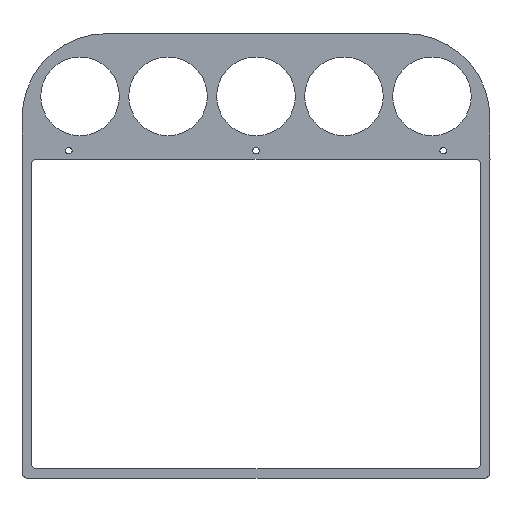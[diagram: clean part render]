
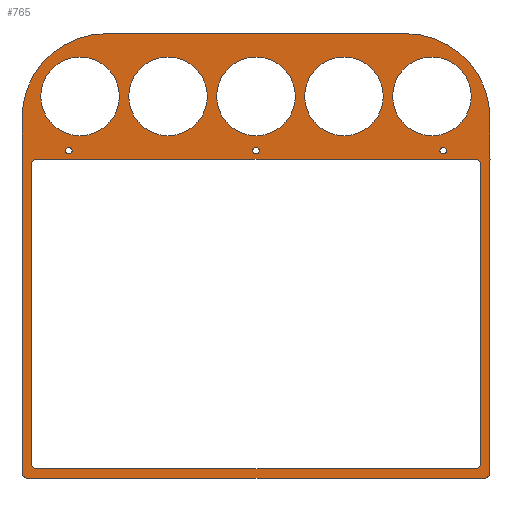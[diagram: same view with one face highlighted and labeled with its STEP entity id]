
A CAD part, top view. The second image highlights one B-rep face of the part: STEP entity #765.
In plain terms, the highlighted planar face has unit normal (0, 0, 1).
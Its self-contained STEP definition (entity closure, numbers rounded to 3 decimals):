
#36=FACE_BOUND('',#146,.T.);
#37=FACE_BOUND('',#147,.T.);
#38=FACE_BOUND('',#148,.T.);
#39=FACE_BOUND('',#149,.T.);
#40=FACE_BOUND('',#150,.T.);
#41=FACE_BOUND('',#151,.T.);
#42=FACE_BOUND('',#152,.T.);
#43=FACE_BOUND('',#153,.T.);
#44=FACE_BOUND('',#154,.T.);
#59=PLANE('',#865);
#98=FACE_OUTER_BOUND('',#145,.T.);
#145=EDGE_LOOP('',(#682,#683,#684,#685,#686,#687,#688,#689,#690,#691));
#146=EDGE_LOOP('',(#692,#693,#694,#695,#696,#697,#698,#699));
#147=EDGE_LOOP('',(#700));
#148=EDGE_LOOP('',(#701));
#149=EDGE_LOOP('',(#702));
#150=EDGE_LOOP('',(#703));
#151=EDGE_LOOP('',(#704));
#152=EDGE_LOOP('',(#705));
#153=EDGE_LOOP('',(#706));
#154=EDGE_LOOP('',(#707));
#159=LINE('',#1109,#213);
#163=LINE('',#1121,#217);
#174=LINE('',#1182,#228);
#178=LINE('',#1191,#232);
#181=LINE('',#1201,#235);
#185=LINE('',#1211,#239);
#188=LINE('',#1220,#242);
#190=LINE('',#1223,#244);
#191=LINE('',#1225,#245);
#198=LINE('',#1260,#252);
#213=VECTOR('',#880,10.);
#217=VECTOR('',#892,10.);
#228=VECTOR('',#947,10.);
#232=VECTOR('',#957,10.);
#235=VECTOR('',#970,10.);
#239=VECTOR('',#980,10.);
#242=VECTOR('',#989,10.);
#244=VECTOR('',#993,10.);
#245=VECTOR('',#996,10.);
#252=VECTOR('',#1041,10.);
#264=CIRCLE('',#782,3.);
#266=CIRCLE('',#786,3.);
#267=CIRCLE('',#789,3.);
#286=CIRCLE('',#811,3.);
#287=CIRCLE('',#814,3.);
#288=CIRCLE('',#816,3.);
#289=CIRCLE('',#819,45.);
#290=CIRCLE('',#822,45.);
#297=CIRCLE('',#839,1.75);
#298=CIRCLE('',#841,1.75);
#299=CIRCLE('',#843,1.75);
#302=CIRCLE('',#850,21.);
#304=CIRCLE('',#854,21.);
#306=CIRCLE('',#858,21.);
#308=CIRCLE('',#862,21.);
#309=CIRCLE('',#864,21.);
#312=VERTEX_POINT('',#1099);
#313=VERTEX_POINT('',#1101);
#315=VERTEX_POINT('',#1107);
#317=VERTEX_POINT('',#1113);
#319=VERTEX_POINT('',#1119);
#320=VERTEX_POINT('',#1123);
#321=VERTEX_POINT('',#1124);
#347=VERTEX_POINT('',#1181);
#348=VERTEX_POINT('',#1185);
#349=VERTEX_POINT('',#1189);
#350=VERTEX_POINT('',#1193);
#351=VERTEX_POINT('',#1197);
#352=VERTEX_POINT('',#1203);
#353=VERTEX_POINT('',#1204);
#354=VERTEX_POINT('',#1209);
#355=VERTEX_POINT('',#1213);
#356=VERTEX_POINT('',#1214);
#357=VERTEX_POINT('',#1219);
#364=VERTEX_POINT('',#1248);
#365=VERTEX_POINT('',#1252);
#366=VERTEX_POINT('',#1256);
#371=VERTEX_POINT('',#1288);
#374=VERTEX_POINT('',#1305);
#377=VERTEX_POINT('',#1322);
#379=VERTEX_POINT('',#1330);
#380=VERTEX_POINT('',#1334);
#383=EDGE_CURVE('',#312,#313,#264,.T.);
#387=EDGE_CURVE('',#312,#315,#159,.T.);
#390=EDGE_CURVE('',#317,#315,#266,.T.);
#393=EDGE_CURVE('',#317,#319,#163,.T.);
#394=EDGE_CURVE('',#320,#321,#267,.T.);
#423=EDGE_CURVE('',#347,#321,#174,.T.);
#426=EDGE_CURVE('',#348,#319,#286,.T.);
#428=EDGE_CURVE('',#348,#349,#178,.T.);
#429=EDGE_CURVE('',#347,#350,#287,.T.);
#432=EDGE_CURVE('',#351,#349,#288,.T.);
#433=EDGE_CURVE('',#351,#313,#181,.T.);
#434=EDGE_CURVE('',#352,#353,#289,.T.);
#438=EDGE_CURVE('',#352,#354,#185,.T.);
#439=EDGE_CURVE('',#355,#356,#290,.T.);
#442=EDGE_CURVE('',#357,#356,#188,.T.);
#444=EDGE_CURVE('',#320,#357,#190,.T.);
#445=EDGE_CURVE('',#354,#350,#191,.T.);
#455=EDGE_CURVE('',#364,#364,#297,.T.);
#457=EDGE_CURVE('',#365,#365,#298,.T.);
#459=EDGE_CURVE('',#366,#366,#299,.T.);
#461=EDGE_CURVE('',#355,#353,#198,.T.);
#470=EDGE_CURVE('',#371,#371,#302,.T.);
#476=EDGE_CURVE('',#374,#374,#304,.T.);
#482=EDGE_CURVE('',#377,#377,#306,.T.);
#486=EDGE_CURVE('',#379,#379,#308,.T.);
#488=EDGE_CURVE('',#380,#380,#309,.T.);
#682=ORIENTED_EDGE('',*,*,#394,.F.);
#683=ORIENTED_EDGE('',*,*,#444,.T.);
#684=ORIENTED_EDGE('',*,*,#442,.T.);
#685=ORIENTED_EDGE('',*,*,#439,.F.);
#686=ORIENTED_EDGE('',*,*,#461,.T.);
#687=ORIENTED_EDGE('',*,*,#434,.F.);
#688=ORIENTED_EDGE('',*,*,#438,.T.);
#689=ORIENTED_EDGE('',*,*,#445,.T.);
#690=ORIENTED_EDGE('',*,*,#429,.F.);
#691=ORIENTED_EDGE('',*,*,#423,.T.);
#692=ORIENTED_EDGE('',*,*,#387,.T.);
#693=ORIENTED_EDGE('',*,*,#390,.F.);
#694=ORIENTED_EDGE('',*,*,#393,.T.);
#695=ORIENTED_EDGE('',*,*,#426,.F.);
#696=ORIENTED_EDGE('',*,*,#428,.T.);
#697=ORIENTED_EDGE('',*,*,#432,.F.);
#698=ORIENTED_EDGE('',*,*,#433,.T.);
#699=ORIENTED_EDGE('',*,*,#383,.F.);
#700=ORIENTED_EDGE('',*,*,#455,.T.);
#701=ORIENTED_EDGE('',*,*,#457,.T.);
#702=ORIENTED_EDGE('',*,*,#459,.T.);
#703=ORIENTED_EDGE('',*,*,#476,.T.);
#704=ORIENTED_EDGE('',*,*,#470,.T.);
#705=ORIENTED_EDGE('',*,*,#486,.T.);
#706=ORIENTED_EDGE('',*,*,#482,.T.);
#707=ORIENTED_EDGE('',*,*,#488,.T.);
#765=ADVANCED_FACE('',(#98,#36,#37,#38,#39,#40,#41,#42,#43,#44),#59,.T.);
#782=AXIS2_PLACEMENT_3D('',#1102,#873,#874);
#786=AXIS2_PLACEMENT_3D('',#1115,#886,#887);
#789=AXIS2_PLACEMENT_3D('',#1125,#895,#896);
#811=AXIS2_PLACEMENT_3D('',#1187,#952,#953);
#814=AXIS2_PLACEMENT_3D('',#1194,#960,#961);
#816=AXIS2_PLACEMENT_3D('',#1199,#966,#967);
#819=AXIS2_PLACEMENT_3D('',#1205,#973,#974);
#822=AXIS2_PLACEMENT_3D('',#1215,#983,#984);
#839=AXIS2_PLACEMENT_3D('',#1249,#1026,#1027);
#841=AXIS2_PLACEMENT_3D('',#1253,#1031,#1032);
#843=AXIS2_PLACEMENT_3D('',#1257,#1036,#1037);
#850=AXIS2_PLACEMENT_3D('',#1289,#1054,#1055);
#854=AXIS2_PLACEMENT_3D('',#1306,#1064,#1065);
#858=AXIS2_PLACEMENT_3D('',#1323,#1074,#1075);
#862=AXIS2_PLACEMENT_3D('',#1331,#1084,#1085);
#864=AXIS2_PLACEMENT_3D('',#1335,#1089,#1090);
#865=AXIS2_PLACEMENT_3D('',#1337,#1092,#1093);
#873=DIRECTION('center_axis',(0.,0.,1.));
#874=DIRECTION('ref_axis',(-0.707,0.707,0.));
#880=DIRECTION('',(1.,0.,0.));
#886=DIRECTION('center_axis',(0.,0.,1.));
#887=DIRECTION('ref_axis',(0.707,0.707,0.));
#892=DIRECTION('',(0.,-1.,0.));
#895=DIRECTION('center_axis',(0.,0.,-1.));
#896=DIRECTION('ref_axis',(0.707,-0.707,0.));
#947=DIRECTION('',(1.,0.,0.));
#952=DIRECTION('center_axis',(0.,0.,1.));
#953=DIRECTION('ref_axis',(0.707,-0.707,0.));
#957=DIRECTION('',(-1.,0.,0.));
#960=DIRECTION('center_axis',(0.,0.,-1.));
#961=DIRECTION('ref_axis',(-0.707,-0.707,0.));
#966=DIRECTION('center_axis',(0.,0.,1.));
#967=DIRECTION('ref_axis',(-0.707,-0.707,0.));
#970=DIRECTION('',(0.,1.,0.));
#973=DIRECTION('center_axis',(0.,0.,-1.));
#974=DIRECTION('ref_axis',(-0.707,0.707,0.));
#980=DIRECTION('',(0.,-1.,0.));
#983=DIRECTION('center_axis',(0.,0.,-1.));
#984=DIRECTION('ref_axis',(0.707,0.707,0.));
#989=DIRECTION('',(0.,1.,0.));
#993=DIRECTION('',(0.,1.,0.));
#996=DIRECTION('',(0.,-1.,0.));
#1026=DIRECTION('center_axis',(0.,0.,-1.));
#1027=DIRECTION('ref_axis',(-1.,0.,0.));
#1031=DIRECTION('center_axis',(0.,0.,-1.));
#1032=DIRECTION('ref_axis',(-1.,0.,0.));
#1036=DIRECTION('center_axis',(0.,0.,-1.));
#1037=DIRECTION('ref_axis',(-1.,0.,0.));
#1041=DIRECTION('',(-1.,0.,0.));
#1054=DIRECTION('center_axis',(0.,0.,-1.));
#1055=DIRECTION('ref_axis',(1.,0.,0.));
#1064=DIRECTION('center_axis',(0.,0.,-1.));
#1065=DIRECTION('ref_axis',(1.,0.,0.));
#1074=DIRECTION('center_axis',(0.,0.,-1.));
#1075=DIRECTION('ref_axis',(1.,0.,0.));
#1084=DIRECTION('center_axis',(0.,0.,-1.));
#1085=DIRECTION('ref_axis',(1.,0.,0.));
#1089=DIRECTION('center_axis',(0.,0.,-1.));
#1090=DIRECTION('ref_axis',(1.,0.,0.));
#1092=DIRECTION('center_axis',(0.,0.,1.));
#1093=DIRECTION('ref_axis',(1.,0.,0.));
#1099=CARTESIAN_POINT('',(0.5,-6.,6.));
#1101=CARTESIAN_POINT('',(-2.5,-9.,6.));
#1102=CARTESIAN_POINT('Origin',(0.5,-9.,6.));
#1107=CARTESIAN_POINT('',(234.5,-6.,6.));
#1109=CARTESIAN_POINT('',(0.5,-6.,6.));
#1113=CARTESIAN_POINT('',(237.5,-9.,6.));
#1115=CARTESIAN_POINT('Origin',(234.5,-9.,6.));
#1119=CARTESIAN_POINT('',(237.5,-168.5,6.));
#1121=CARTESIAN_POINT('',(237.5,-6.,6.));
#1123=CARTESIAN_POINT('',(242.5,-173.5,6.));
#1124=CARTESIAN_POINT('',(239.5,-176.5,6.));
#1125=CARTESIAN_POINT('Origin',(239.5,-173.5,6.));
#1181=CARTESIAN_POINT('',(-4.5,-176.5,6.));
#1182=CARTESIAN_POINT('',(-7.5,-176.5,6.));
#1185=CARTESIAN_POINT('',(234.5,-171.5,6.));
#1187=CARTESIAN_POINT('Origin',(234.5,-168.5,6.));
#1189=CARTESIAN_POINT('',(0.5,-171.5,6.));
#1191=CARTESIAN_POINT('',(237.5,-171.5,6.));
#1193=CARTESIAN_POINT('',(-7.5,-173.5,6.));
#1194=CARTESIAN_POINT('Origin',(-4.5,-173.5,6.));
#1197=CARTESIAN_POINT('',(-2.5,-168.5,6.));
#1199=CARTESIAN_POINT('Origin',(0.5,-168.5,6.));
#1201=CARTESIAN_POINT('',(-2.5,-171.5,6.));
#1203=CARTESIAN_POINT('',(-7.5,16.,6.));
#1204=CARTESIAN_POINT('',(37.5,61.,6.));
#1205=CARTESIAN_POINT('Origin',(37.5,16.,6.));
#1209=CARTESIAN_POINT('',(-7.5,-6.,6.));
#1211=CARTESIAN_POINT('',(-7.5,-6.,6.));
#1213=CARTESIAN_POINT('',(197.5,61.,6.));
#1214=CARTESIAN_POINT('',(242.5,16.,6.));
#1215=CARTESIAN_POINT('Origin',(197.5,16.,6.));
#1219=CARTESIAN_POINT('',(242.5,-6.,6.));
#1220=CARTESIAN_POINT('',(242.5,-6.,6.));
#1223=CARTESIAN_POINT('',(242.5,-176.5,6.));
#1225=CARTESIAN_POINT('',(-7.5,-6.,6.));
#1248=CARTESIAN_POINT('',(119.25,-1.5,6.));
#1249=CARTESIAN_POINT('Origin',(117.5,-1.5,6.));
#1252=CARTESIAN_POINT('',(219.25,-1.5,6.));
#1253=CARTESIAN_POINT('Origin',(217.5,-1.5,6.));
#1256=CARTESIAN_POINT('',(19.25,-1.5,6.));
#1257=CARTESIAN_POINT('Origin',(17.5,-1.5,6.));
#1260=CARTESIAN_POINT('',(242.5,61.,6.));
#1288=CARTESIAN_POINT('',(2.5,27.5,6.));
#1289=CARTESIAN_POINT('Origin',(23.5,27.5,6.));
#1305=CARTESIAN_POINT('',(49.5,27.5,6.));
#1306=CARTESIAN_POINT('Origin',(70.5,27.5,6.));
#1322=CARTESIAN_POINT('',(96.5,27.5,6.));
#1323=CARTESIAN_POINT('Origin',(117.5,27.5,6.));
#1330=CARTESIAN_POINT('',(190.5,27.5,6.));
#1331=CARTESIAN_POINT('Origin',(211.5,27.5,6.));
#1334=CARTESIAN_POINT('',(143.5,27.5,6.));
#1335=CARTESIAN_POINT('Origin',(164.5,27.5,6.));
#1337=CARTESIAN_POINT('Origin',(117.5,27.5,6.));
